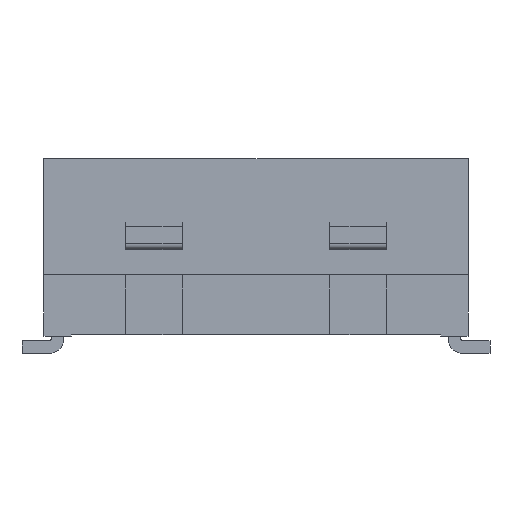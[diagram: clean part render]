
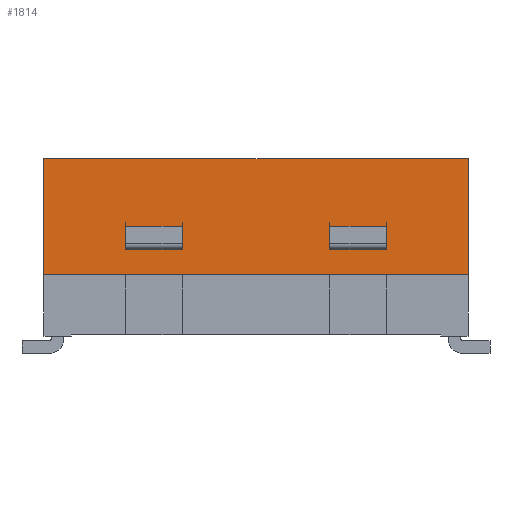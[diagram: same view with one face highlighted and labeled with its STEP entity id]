
A CAD part, left-side view. The second image highlights one B-rep face of the part: STEP entity #1814.
In plain terms, the highlighted planar face has unit normal (-1, 0, 0).
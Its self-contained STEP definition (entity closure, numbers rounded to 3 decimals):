
#1814 = ADVANCED_FACE( '', ( #3496, #3497, #3498 ), #3499, .F. );
#3496 = FACE_BOUND( '', #5272, .T. );
#3497 = FACE_BOUND( '', #5273, .T. );
#3498 = FACE_OUTER_BOUND( '', #5274, .T. );
#3499 = PLANE( '', #5275 );
#5272 = EDGE_LOOP( '', ( #9553, #9554, #9555, #9556 ) );
#5273 = EDGE_LOOP( '', ( #9557, #9558, #9559, #9560 ) );
#5274 = EDGE_LOOP( '', ( #9561, #9562, #9563, #9564 ) );
#5275 = AXIS2_PLACEMENT_3D( '', #9565, #9566, #9567 );
#9553 = ORIENTED_EDGE( '', *, *, #11752, .F. );
#9554 = ORIENTED_EDGE( '', *, *, #13035, .F. );
#9555 = ORIENTED_EDGE( '', *, *, #13353, .F. );
#9556 = ORIENTED_EDGE( '', *, *, #12454, .F. );
#9557 = ORIENTED_EDGE( '', *, *, #13354, .T. );
#9558 = ORIENTED_EDGE( '', *, *, #13091, .T. );
#9559 = ORIENTED_EDGE( '', *, *, #13355, .T. );
#9560 = ORIENTED_EDGE( '', *, *, #12784, .T. );
#9561 = ORIENTED_EDGE( '', *, *, #13356, .T. );
#9562 = ORIENTED_EDGE( '', *, *, #13357, .F. );
#9563 = ORIENTED_EDGE( '', *, *, #12916, .F. );
#9564 = ORIENTED_EDGE( '', *, *, #13169, .T. );
#9565 = CARTESIAN_POINT( '', ( -6.85, -6.75, 5.7 ) );
#9566 = DIRECTION( '', ( 1., 0., 0. ) );
#9567 = DIRECTION( '', ( 0., 0., -1. ) );
#11752 = EDGE_CURVE( '', #14036, #14038, #14039, .T. );
#12454 = EDGE_CURVE( '', #14038, #15223, #15226, .T. );
#12784 = EDGE_CURVE( '', #15748, #15746, #15749, .T. );
#12916 = EDGE_CURVE( '', #15944, #15945, #15946, .T. );
#13035 = EDGE_CURVE( '', #16112, #14036, #16114, .T. );
#13091 = EDGE_CURVE( '', #16186, #16184, #16187, .T. );
#13169 = EDGE_CURVE( '', #15944, #16297, #16299, .T. );
#13353 = EDGE_CURVE( '', #15223, #16112, #16526, .T. );
#13354 = EDGE_CURVE( '', #15746, #16186, #16527, .T. );
#13355 = EDGE_CURVE( '', #16184, #15748, #16528, .T. );
#13356 = EDGE_CURVE( '', #16297, #16529, #16530, .T. );
#13357 = EDGE_CURVE( '', #15945, #16529, #16531, .T. );
#14036 = VERTEX_POINT( '', #17424 );
#14038 = VERTEX_POINT( '', #17427 );
#14039 = LINE( '', #17428, #17429 );
#15223 = VERTEX_POINT( '', #19259 );
#15226 = LINE( '', #19264, #19265 );
#15746 = VERTEX_POINT( '', #20038 );
#15748 = VERTEX_POINT( '', #20041 );
#15749 = LINE( '', #20042, #20043 );
#15944 = VERTEX_POINT( '', #20354 );
#15945 = VERTEX_POINT( '', #20355 );
#15946 = LINE( '', #20356, #20357 );
#16112 = VERTEX_POINT( '', #20671 );
#16114 = LINE( '', #20674, #20675 );
#16184 = VERTEX_POINT( '', #20834 );
#16186 = VERTEX_POINT( '', #20837 );
#16187 = LINE( '', #20838, #20839 );
#16297 = VERTEX_POINT( '', #21086 );
#16299 = LINE( '', #21089, #21090 );
#16526 = LINE( '', #21508, #21509 );
#16527 = LINE( '', #21510, #21511 );
#16528 = LINE( '', #21512, #21513 );
#16529 = VERTEX_POINT( '', #21514 );
#16530 = LINE( '', #21515, #21516 );
#16531 = LINE( '', #21517, #21518 );
#17424 = CARTESIAN_POINT( '', ( -6.85, 4.15, 2.8 ) );
#17427 = CARTESIAN_POINT( '', ( -6.85, 2.35, 2.8 ) );
#17428 = CARTESIAN_POINT( '', ( -6.85, 4.15, 2.8 ) );
#17429 = VECTOR( '', #22285, 1000. );
#19259 = CARTESIAN_POINT( '', ( -6.85, 2.35, 3.552 ) );
#19264 = CARTESIAN_POINT( '', ( -6.85, 2.35, 2.8 ) );
#19265 = VECTOR( '', #22923, 1000. );
#20038 = CARTESIAN_POINT( '', ( -6.85, -4.15, 2.8 ) );
#20041 = CARTESIAN_POINT( '', ( -6.85, -4.15, 3.552 ) );
#20042 = CARTESIAN_POINT( '', ( -6.85, -4.15, 3.552 ) );
#20043 = VECTOR( '', #23226, 1000. );
#20354 = CARTESIAN_POINT( '', ( -6.85, -6.75, 5.7 ) );
#20355 = CARTESIAN_POINT( '', ( -6.85, -6.75, 2. ) );
#20356 = CARTESIAN_POINT( '', ( -6.85, -6.75, 5.7 ) );
#20357 = VECTOR( '', #23352, 1000. );
#20671 = CARTESIAN_POINT( '', ( -6.85, 4.15, 3.552 ) );
#20674 = CARTESIAN_POINT( '', ( -6.85, 4.15, 3.552 ) );
#20675 = VECTOR( '', #23458, 1000. );
#20834 = CARTESIAN_POINT( '', ( -6.85, -2.35, 3.552 ) );
#20837 = CARTESIAN_POINT( '', ( -6.85, -2.35, 2.8 ) );
#20838 = CARTESIAN_POINT( '', ( -6.85, -2.35, 2.8 ) );
#20839 = VECTOR( '', #23507, 1000. );
#21086 = CARTESIAN_POINT( '', ( -6.85, 6.75, 5.7 ) );
#21089 = CARTESIAN_POINT( '', ( -6.85, -6.75, 5.7 ) );
#21090 = VECTOR( '', #23561, 1000. );
#21508 = CARTESIAN_POINT( '', ( -6.85, 2.35, 3.552 ) );
#21509 = VECTOR( '', #23707, 1000. );
#21510 = CARTESIAN_POINT( '', ( -6.85, -4.15, 2.8 ) );
#21511 = VECTOR( '', #23708, 1000. );
#21512 = CARTESIAN_POINT( '', ( -6.85, -2.35, 3.552 ) );
#21513 = VECTOR( '', #23709, 1000. );
#21514 = CARTESIAN_POINT( '', ( -6.85, 6.75, 2. ) );
#21515 = CARTESIAN_POINT( '', ( -6.85, 6.75, 5.7 ) );
#21516 = VECTOR( '', #23710, 1000. );
#21517 = CARTESIAN_POINT( '', ( -6.85, -6.75, 2. ) );
#21518 = VECTOR( '', #23711, 1000. );
#22285 = DIRECTION( '', ( 0., -1., 0. ) );
#22923 = DIRECTION( '', ( 0., 0., 1. ) );
#23226 = DIRECTION( '', ( 0., 0., -1. ) );
#23352 = DIRECTION( '', ( 0., 0., -1. ) );
#23458 = DIRECTION( '', ( 0., 0., -1. ) );
#23507 = DIRECTION( '', ( 0., 0., 1. ) );
#23561 = DIRECTION( '', ( 0., 1., 0. ) );
#23707 = DIRECTION( '', ( 0., 1., 0. ) );
#23708 = DIRECTION( '', ( 0., 1., 0. ) );
#23709 = DIRECTION( '', ( 0., -1., 0. ) );
#23710 = DIRECTION( '', ( 0., 0., -1. ) );
#23711 = DIRECTION( '', ( 0., 1., 0. ) );
